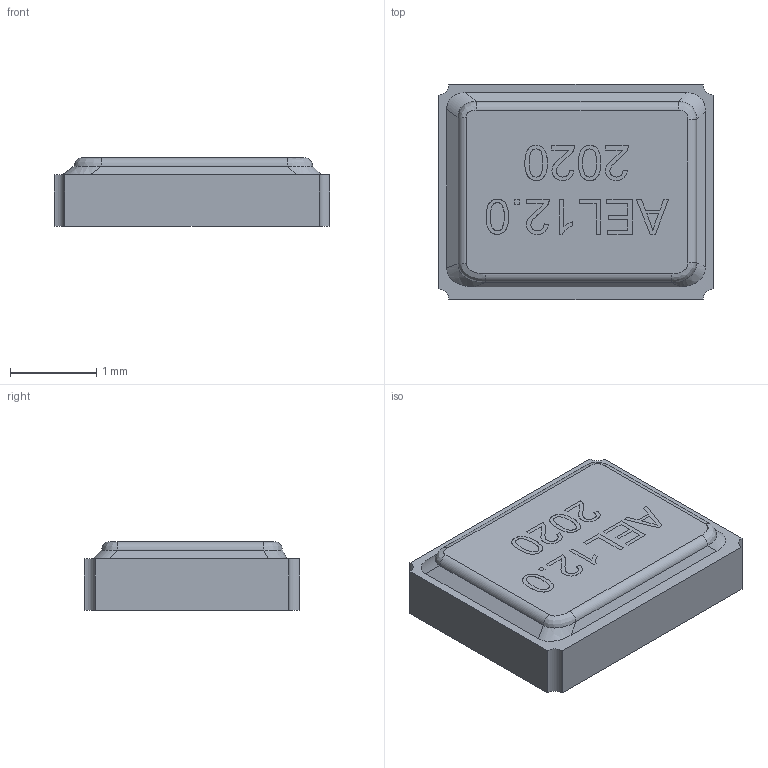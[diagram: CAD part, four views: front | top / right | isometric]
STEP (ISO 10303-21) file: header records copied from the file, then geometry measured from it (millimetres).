
FILE_DESCRIPTION(/* description */ (''),/* implementation_level */ '2;1');
FILE_NAME(/* name */ 'CrystalUnit.step',/* time_stamp */ '2022-04-02T21:02:29+09:00',/* author */ (''),/* organization */ (''),/* preprocessor_version */ 'ST-DEVELOPER v18.1',/* originating_system */ 'Autodesk Translation Framework v10.14.0.1471',/* authorisation */ '');
FILE_SCHEMA (('AUTOMOTIVE_DESIGN { 1 0 10303 214 3 1 1 }'));
Length unit declared in the file: millimetre
Products named in the file (1): CrystalUnit
Bounding box: 3.2 x 2.5 x 0.8 mm (x, y, z)
Volume: 6 mm3; surface area: 24.8 mm2
Topology: 12 solids, 12 shells, 404 faces, 1084 edges, 720 vertices
Faces by surface type: bspline 247, plane 147, cylinder 10
Entity records: 15164 total; most frequent: CARTESIAN_POINT 6675, ORIENTED_EDGE 2168, EDGE_CURVE 1084, DIRECTION 927, VERTEX_POINT 720, LINE 571, VECTOR 571, B_SPLINE_CURVE_WITH_KNOTS 493
